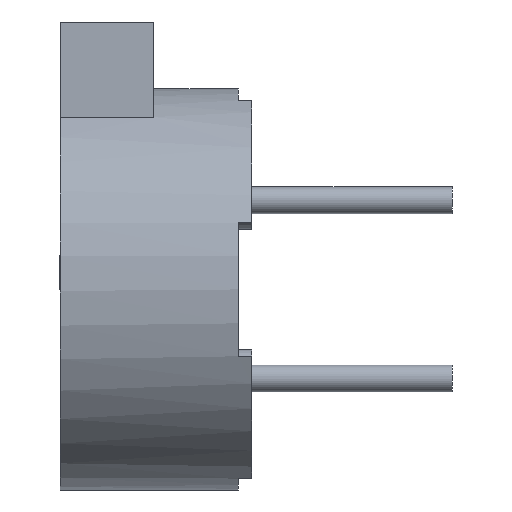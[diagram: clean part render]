
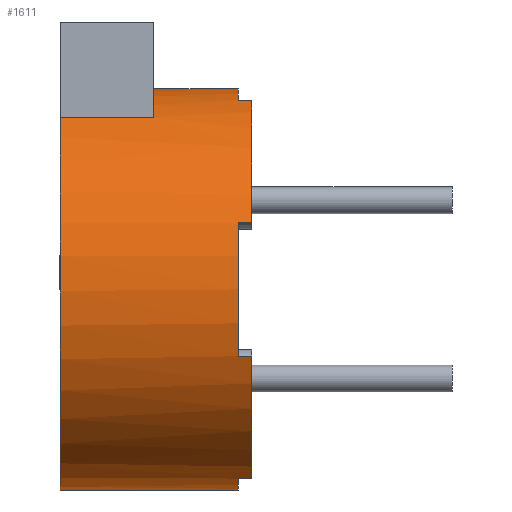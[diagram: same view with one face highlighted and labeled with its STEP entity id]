
A CAD part, left-side view. The second image highlights one B-rep face of the part: STEP entity #1611.
In plain terms, the highlighted cylindrical face has radius 4.5 mm (diameter 9 mm), a partial arc.
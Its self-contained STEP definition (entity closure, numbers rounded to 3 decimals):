
#131 = LINE ( 'NONE', #7041, #4413 ) ;
#244 = CARTESIAN_POINT ( 'NONE',  ( 0., 0., 4.5 ) ) ;
#326 = EDGE_CURVE ( 'NONE', #4201, #5458, #9962, .T. ) ;
#389 = ORIENTED_EDGE ( 'NONE', *, *, #6010, .F. ) ;
#399 = EDGE_CURVE ( 'NONE', #10110, #3990, #5193, .T. ) ;
#465 = DIRECTION ( 'NONE',  ( 0., -1., 0. ) ) ;
#542 = EDGE_CURVE ( 'NONE', #710, #4201, #8958, .T. ) ;
#634 = VECTOR ( 'NONE', #4333, 1000. ) ;
#710 = VERTEX_POINT ( 'NONE', #1977 ) ;
#780 = ORIENTED_EDGE ( 'NONE', *, *, #3465, .F. ) ;
#990 = FACE_OUTER_BOUND ( 'NONE', #6329, .T. ) ;
#1052 = DIRECTION ( 'NONE',  ( 0., -1., 0. ) ) ;
#1148 = VECTOR ( 'NONE', #6474, 1000. ) ;
#1211 = CIRCLE ( 'NONE', #7262, 4.5 ) ;
#1329 = CARTESIAN_POINT ( 'NONE',  ( 0., 0.3, 4.5 ) ) ;
#1334 = ORIENTED_EDGE ( 'NONE', *, *, #5543, .T. ) ;
#1405 = DIRECTION ( 'NONE',  ( 0., -1., 0. ) ) ;
#1444 = ORIENTED_EDGE ( 'NONE', *, *, #5277, .F. ) ;
#1611 = ADVANCED_FACE ( 'NONE', ( #990 ), #7174, .T. ) ;
#1661 = VERTEX_POINT ( 'NONE', #6265 ) ;
#1775 = EDGE_CURVE ( 'NONE', #5953, #710, #2375, .T. ) ;
#1928 = VERTEX_POINT ( 'NONE', #8349 ) ;
#1977 = CARTESIAN_POINT ( 'NONE',  ( 0., 4.3, -4.5 ) ) ;
#1993 = AXIS2_PLACEMENT_3D ( 'NONE', #6124, #5464, #6231 ) ;
#2016 = CARTESIAN_POINT ( 'NONE',  ( 0., 0.3, 0. ) ) ;
#2092 = DIRECTION ( 'NONE',  ( 0., 1., 0. ) ) ;
#2211 = DIRECTION ( 'NONE',  ( 0., -1., 0. ) ) ;
#2375 = CIRCLE ( 'NONE', #3619, 4.5 ) ;
#2461 = AXIS2_PLACEMENT_3D ( 'NONE', #4117, #9733, #4912 ) ;
#2465 = CARTESIAN_POINT ( 'NONE',  ( -4.243, 0.3, 1.5 ) ) ;
#2466 = VECTOR ( 'NONE', #10316, 1000. ) ;
#2539 = ORIENTED_EDGE ( 'NONE', *, *, #2838, .T. ) ;
#2819 = DIRECTION ( 'NONE',  ( 0., 0., -1. ) ) ;
#2838 = EDGE_CURVE ( 'NONE', #7228, #1661, #6911, .T. ) ;
#3111 = CARTESIAN_POINT ( 'NONE',  ( 0., 2.2, 4.5 ) ) ;
#3465 = EDGE_CURVE ( 'NONE', #3990, #3940, #8424, .T. ) ;
#3619 = AXIS2_PLACEMENT_3D ( 'NONE', #5300, #465, #6103 ) ;
#3702 = VERTEX_POINT ( 'NONE', #2465 ) ;
#3756 = AXIS2_PLACEMENT_3D ( 'NONE', #6233, #1405, #7048 ) ;
#3940 = VERTEX_POINT ( 'NONE', #10121 ) ;
#3990 = VERTEX_POINT ( 'NONE', #7815 ) ;
#3996 = EDGE_CURVE ( 'NONE', #1661, #5953, #8297, .T. ) ;
#4117 = CARTESIAN_POINT ( 'NONE',  ( 0., 0., 0. ) ) ;
#4201 = VERTEX_POINT ( 'NONE', #5038 ) ;
#4312 = CARTESIAN_POINT ( 'NONE',  ( 0., 0., 0. ) ) ;
#4314 = CARTESIAN_POINT ( 'NONE',  ( 0., 0., -4.5 ) ) ;
#4321 = CARTESIAN_POINT ( 'NONE',  ( -1.5, 0.3, -4.243 ) ) ;
#4333 = DIRECTION ( 'NONE',  ( 0., -1., 0. ) ) ;
#4371 = LINE ( 'NONE', #4709, #2466 ) ;
#4374 = AXIS2_PLACEMENT_3D ( 'NONE', #2016, #7652, #2819 ) ;
#4382 = CARTESIAN_POINT ( 'NONE',  ( -1.5, 0., 4.243 ) ) ;
#4413 = VECTOR ( 'NONE', #2211, 1000. ) ;
#4606 = DIRECTION ( 'NONE',  ( 0., 1., 0. ) ) ;
#4709 = CARTESIAN_POINT ( 'NONE',  ( -1.5, 0., -4.243 ) ) ;
#4912 = DIRECTION ( 'NONE',  ( 0., 0., -1. ) ) ;
#5038 = CARTESIAN_POINT ( 'NONE',  ( 0., 0.3, -4.5 ) ) ;
#5135 = DIRECTION ( 'NONE',  ( 0., 0., -1. ) ) ;
#5193 = LINE ( 'NONE', #6532, #1148 ) ;
#5264 = CARTESIAN_POINT ( 'NONE',  ( -4.243, 0., 1.5 ) ) ;
#5277 = EDGE_CURVE ( 'NONE', #3940, #5458, #4371, .T. ) ;
#5300 = CARTESIAN_POINT ( 'NONE',  ( 0., 4.3, 0. ) ) ;
#5458 = VERTEX_POINT ( 'NONE', #4321 ) ;
#5464 = DIRECTION ( 'NONE',  ( 0., -1., 0. ) ) ;
#5543 = EDGE_CURVE ( 'NONE', #1928, #9148, #1211, .T. ) ;
#5590 = ORIENTED_EDGE ( 'NONE', *, *, #3996, .T. ) ;
#5705 = ORIENTED_EDGE ( 'NONE', *, *, #542, .T. ) ;
#5865 = VECTOR ( 'NONE', #6877, 1000. ) ;
#5953 = VERTEX_POINT ( 'NONE', #7580 ) ;
#5956 = EDGE_CURVE ( 'NONE', #10110, #3702, #8004, .T. ) ;
#6010 = EDGE_CURVE ( 'NONE', #6359, #3702, #9888, .T. ) ;
#6095 = ORIENTED_EDGE ( 'NONE', *, *, #9176, .F. ) ;
#6103 = DIRECTION ( 'NONE',  ( 0., 0., -1. ) ) ;
#6124 = CARTESIAN_POINT ( 'NONE',  ( 0., 0., 0. ) ) ;
#6231 = DIRECTION ( 'NONE',  ( 0., 0., -1. ) ) ;
#6233 = CARTESIAN_POINT ( 'NONE',  ( 0., 2.2, 0. ) ) ;
#6265 = CARTESIAN_POINT ( 'NONE',  ( -2.3, 2.2, 3.868 ) ) ;
#6329 = EDGE_LOOP ( 'NONE', ( #7626, #2539, #5590, #9987, #5705, #6515, #1444, #780, #8099, #8131, #389, #10330, #6095, #1334 ) ) ;
#6359 = VERTEX_POINT ( 'NONE', #8281 ) ;
#6474 = DIRECTION ( 'NONE',  ( 0., -1., 0. ) ) ;
#6515 = ORIENTED_EDGE ( 'NONE', *, *, #326, .T. ) ;
#6532 = CARTESIAN_POINT ( 'NONE',  ( -4.243, 0., -1.5 ) ) ;
#6618 = CIRCLE ( 'NONE', #10022, 4.5 ) ;
#6842 = CARTESIAN_POINT ( 'NONE',  ( -4.243, 0.3, -1.5 ) ) ;
#6877 = DIRECTION ( 'NONE',  ( 0., 1., 0. ) ) ;
#6901 = EDGE_CURVE ( 'NONE', #10083, #6359, #6618, .T. ) ;
#6911 = CIRCLE ( 'NONE', #3756, 4.5 ) ;
#6922 = CARTESIAN_POINT ( 'NONE',  ( 0., 0.3, 0. ) ) ;
#7041 = CARTESIAN_POINT ( 'NONE',  ( -1.5, 0., 4.243 ) ) ;
#7048 = DIRECTION ( 'NONE',  ( 0., 0., 1. ) ) ;
#7174 = CYLINDRICAL_SURFACE ( 'NONE', #1993, 4.5 ) ;
#7228 = VERTEX_POINT ( 'NONE', #3111 ) ;
#7262 = AXIS2_PLACEMENT_3D ( 'NONE', #6922, #2092, #7729 ) ;
#7342 = DIRECTION ( 'NONE',  ( 0., 0., -1. ) ) ;
#7358 = DIRECTION ( 'NONE',  ( 0., 1., 0. ) ) ;
#7384 = CARTESIAN_POINT ( 'NONE',  ( 0., 0.3, 0. ) ) ;
#7580 = CARTESIAN_POINT ( 'NONE',  ( -2.3, 4.3, 3.868 ) ) ;
#7626 = ORIENTED_EDGE ( 'NONE', *, *, #8914, .F. ) ;
#7652 = DIRECTION ( 'NONE',  ( 0., 1., 0. ) ) ;
#7729 = DIRECTION ( 'NONE',  ( 0., 0., -1. ) ) ;
#7784 = CARTESIAN_POINT ( 'NONE',  ( -2.3, 2.2, 3.868 ) ) ;
#7815 = CARTESIAN_POINT ( 'NONE',  ( -4.243, 0., -1.5 ) ) ;
#8004 = CIRCLE ( 'NONE', #4374, 4.5 ) ;
#8099 = ORIENTED_EDGE ( 'NONE', *, *, #399, .F. ) ;
#8131 = ORIENTED_EDGE ( 'NONE', *, *, #5956, .T. ) ;
#8281 = CARTESIAN_POINT ( 'NONE',  ( -4.243, 0., 1.5 ) ) ;
#8297 = LINE ( 'NONE', #7784, #10148 ) ;
#8349 = CARTESIAN_POINT ( 'NONE',  ( -1.5, 0.3, 4.243 ) ) ;
#8424 = CIRCLE ( 'NONE', #2461, 4.5 ) ;
#8914 = EDGE_CURVE ( 'NONE', #7228, #9148, #9700, .T. ) ;
#8958 = LINE ( 'NONE', #4314, #634 ) ;
#9148 = VERTEX_POINT ( 'NONE', #1329 ) ;
#9176 = EDGE_CURVE ( 'NONE', #1928, #10083, #131, .T. ) ;
#9603 = AXIS2_PLACEMENT_3D ( 'NONE', #7384, #7358, #7342 ) ;
#9700 = LINE ( 'NONE', #244, #9955 ) ;
#9733 = DIRECTION ( 'NONE',  ( 0., -1., 0. ) ) ;
#9888 = LINE ( 'NONE', #5264, #5865 ) ;
#9936 = DIRECTION ( 'NONE',  ( 0., -1., 0. ) ) ;
#9955 = VECTOR ( 'NONE', #1052, 1000. ) ;
#9962 = CIRCLE ( 'NONE', #9603, 4.5 ) ;
#9987 = ORIENTED_EDGE ( 'NONE', *, *, #1775, .T. ) ;
#10022 = AXIS2_PLACEMENT_3D ( 'NONE', #4312, #9936, #5135 ) ;
#10083 = VERTEX_POINT ( 'NONE', #4382 ) ;
#10110 = VERTEX_POINT ( 'NONE', #6842 ) ;
#10121 = CARTESIAN_POINT ( 'NONE',  ( -1.5, 0., -4.243 ) ) ;
#10148 = VECTOR ( 'NONE', #4606, 1000. ) ;
#10316 = DIRECTION ( 'NONE',  ( 0., 1., 0. ) ) ;
#10330 = ORIENTED_EDGE ( 'NONE', *, *, #6901, .F. ) ;
